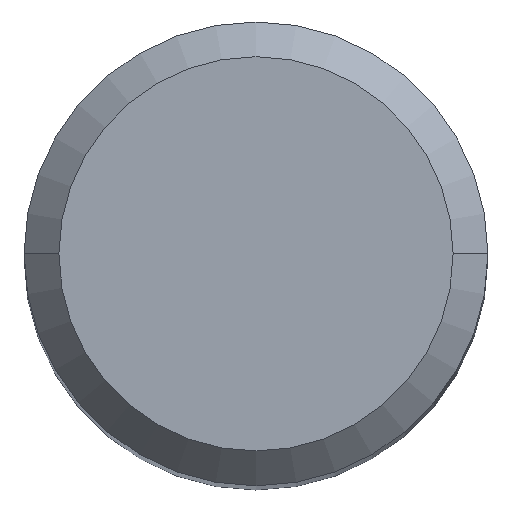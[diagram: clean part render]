
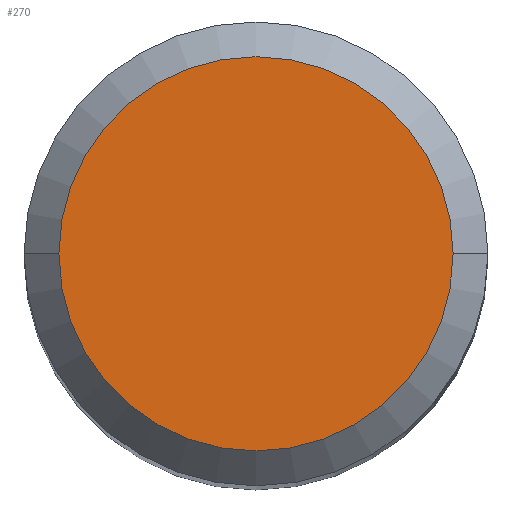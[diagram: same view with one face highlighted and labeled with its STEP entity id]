
A CAD part, top view. The second image highlights one B-rep face of the part: STEP entity #270.
In plain terms, the highlighted planar face has unit normal (0, 0, 1).
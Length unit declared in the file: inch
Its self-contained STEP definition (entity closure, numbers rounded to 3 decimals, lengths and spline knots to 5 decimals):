
#2 = AXIS2_PLACEMENT_3D ( 'NONE', #57, #272, #231 ) ;
#3 = AXIS2_PLACEMENT_3D ( 'NONE', #175, #217, #361 ) ;
#11 = CARTESIAN_POINT ( 'NONE',  ( -0.23426, 0., 0. ) ) ;
#21 = ORIENTED_EDGE ( 'NONE', *, *, #50, .T. ) ;
#50 = EDGE_CURVE ( 'NONE', #187, #330, #105, .T. ) ;
#57 = CARTESIAN_POINT ( 'NONE',  ( 0., 0., 0. ) ) ;
#79 = DIRECTION ( 'NONE',  ( 1., 0., 0. ) ) ;
#105 = CIRCLE ( 'NONE', #2, 0.23426 ) ;
#114 = PLANE ( 'NONE',  #3 ) ;
#165 = CARTESIAN_POINT ( 'NONE',  ( 0.23426, 0., 0. ) ) ;
#175 = CARTESIAN_POINT ( 'NONE',  ( 0., 0., 0. ) ) ;
#179 = CIRCLE ( 'NONE', #348, 0.23426 ) ;
#187 = VERTEX_POINT ( 'NONE', #165 ) ;
#217 = DIRECTION ( 'NONE',  ( 0., 0., -1. ) ) ;
#231 = DIRECTION ( 'NONE',  ( 1., 0., 0. ) ) ;
#255 = ORIENTED_EDGE ( 'NONE', *, *, #282, .T. ) ;
#257 = CARTESIAN_POINT ( 'NONE',  ( 0., 0., 0. ) ) ;
#264 = EDGE_LOOP ( 'NONE', ( #255, #21 ) ) ;
#270 = ADVANCED_FACE ( 'NONE', ( #319 ), #114, .F. ) ;
#272 = DIRECTION ( 'NONE',  ( 0., 0., 1. ) ) ;
#282 = EDGE_CURVE ( 'NONE', #330, #187, #179, .T. ) ;
#288 = DIRECTION ( 'NONE',  ( 0., 0., 1. ) ) ;
#319 = FACE_OUTER_BOUND ( 'NONE', #264, .T. ) ;
#330 = VERTEX_POINT ( 'NONE', #11 ) ;
#348 = AXIS2_PLACEMENT_3D ( 'NONE', #257, #288, #79 ) ;
#361 = DIRECTION ( 'NONE',  ( -1., 0., 0. ) ) ;
